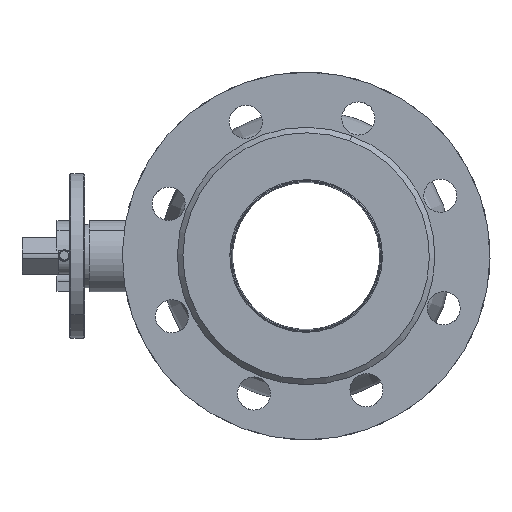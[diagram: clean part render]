
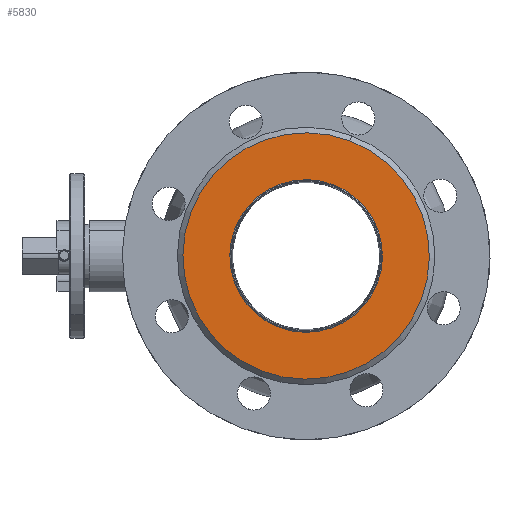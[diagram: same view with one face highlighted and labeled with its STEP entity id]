
A CAD part, left-side view. The second image highlights one B-rep face of the part: STEP entity #5830.
In plain terms, the highlighted face is planar.
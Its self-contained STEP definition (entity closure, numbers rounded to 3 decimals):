
#450 = DIRECTION ( 'NONE',  ( 0., 0., 1. ) ) ;
#826 = VERTEX_POINT ( 'NONE', #5391 ) ;
#1137 = FACE_OUTER_BOUND ( 'NONE', #5304, .T. ) ;
#1239 = CARTESIAN_POINT ( 'NONE',  ( 67., 0., 20. ) ) ;
#1247 = VERTEX_POINT ( 'NONE', #1239 ) ;
#1265 = FACE_BOUND ( 'NONE', #2581, .T. ) ;
#1271 = AXIS2_PLACEMENT_3D ( 'NONE', #2193, #1761, #5892 ) ;
#1699 = CIRCLE ( 'NONE', #1271, 67. ) ;
#1761 = DIRECTION ( 'NONE',  ( 0., 0., 1. ) ) ;
#1764 = EDGE_CURVE ( 'NONE', #1815, #1247, #2706, .T. ) ;
#1815 = VERTEX_POINT ( 'NONE', #4910 ) ;
#1835 = CIRCLE ( 'NONE', #5848, 41.5 ) ;
#1930 = AXIS2_PLACEMENT_3D ( 'NONE', #4683, #450, #3289 ) ;
#2193 = CARTESIAN_POINT ( 'NONE',  ( 0., 0., 20. ) ) ;
#2289 = AXIS2_PLACEMENT_3D ( 'NONE', #4988, #3058, #5459 ) ;
#2418 = DIRECTION ( 'NONE',  ( 0., 0., 1. ) ) ;
#2469 = EDGE_CURVE ( 'NONE', #5235, #826, #1835, .T. ) ;
#2481 = AXIS2_PLACEMENT_3D ( 'NONE', #3080, #5893, #3135 ) ;
#2581 = EDGE_LOOP ( 'NONE', ( #5826, #4569 ) ) ;
#2706 = CIRCLE ( 'NONE', #1930, 67. ) ;
#2762 = ORIENTED_EDGE ( 'NONE', *, *, #1764, .T. ) ;
#3011 = CARTESIAN_POINT ( 'NONE',  ( 41.5, 0., 20. ) ) ;
#3058 = DIRECTION ( 'NONE',  ( 0., 0., 1. ) ) ;
#3080 = CARTESIAN_POINT ( 'NONE',  ( 0., 0., 20. ) ) ;
#3135 = DIRECTION ( 'NONE',  ( 1., 0., 0. ) ) ;
#3271 = ORIENTED_EDGE ( 'NONE', *, *, #3935, .T. ) ;
#3289 = DIRECTION ( 'NONE',  ( 1., 0., 0. ) ) ;
#3328 = CARTESIAN_POINT ( 'NONE',  ( 0., 0., 20. ) ) ;
#3579 = PLANE ( 'NONE',  #2289 ) ;
#3935 = EDGE_CURVE ( 'NONE', #1247, #1815, #1699, .T. ) ;
#4053 = CIRCLE ( 'NONE', #2481, 41.5 ) ;
#4288 = DIRECTION ( 'NONE',  ( 1., 0., 0. ) ) ;
#4569 = ORIENTED_EDGE ( 'NONE', *, *, #5245, .F. ) ;
#4683 = CARTESIAN_POINT ( 'NONE',  ( 0., 0., 20. ) ) ;
#4910 = CARTESIAN_POINT ( 'NONE',  ( -67., 0., 20. ) ) ;
#4988 = CARTESIAN_POINT ( 'NONE',  ( 0., 0., 20. ) ) ;
#5235 = VERTEX_POINT ( 'NONE', #3011 ) ;
#5245 = EDGE_CURVE ( 'NONE', #826, #5235, #4053, .T. ) ;
#5304 = EDGE_LOOP ( 'NONE', ( #2762, #3271 ) ) ;
#5391 = CARTESIAN_POINT ( 'NONE',  ( -41.5, 0., 20. ) ) ;
#5459 = DIRECTION ( 'NONE',  ( 1., 0., 0. ) ) ;
#5826 = ORIENTED_EDGE ( 'NONE', *, *, #2469, .F. ) ;
#5830 = ADVANCED_FACE ( 'NONE', ( #1137, #1265 ), #3579, .T. ) ;
#5848 = AXIS2_PLACEMENT_3D ( 'NONE', #3328, #2418, #4288 ) ;
#5892 = DIRECTION ( 'NONE',  ( 1., 0., 0. ) ) ;
#5893 = DIRECTION ( 'NONE',  ( 0., 0., 1. ) ) ;
